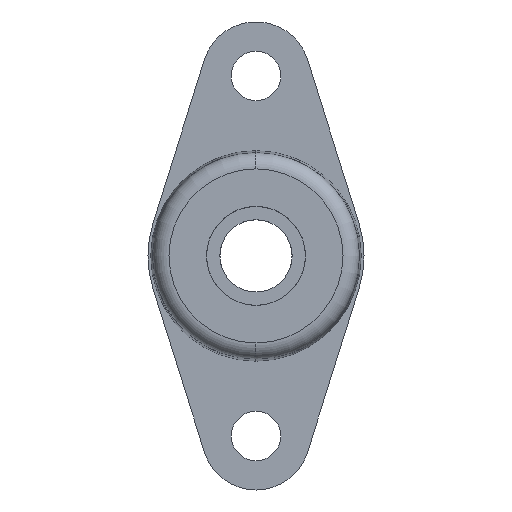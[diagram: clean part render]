
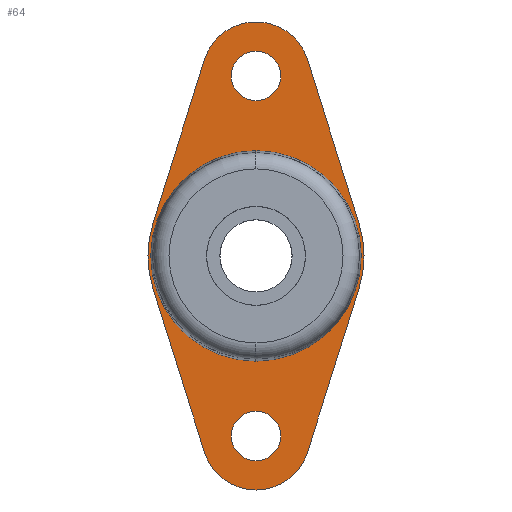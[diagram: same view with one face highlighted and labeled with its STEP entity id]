
A CAD part, left-side view. The second image highlights one B-rep face of the part: STEP entity #64.
In plain terms, the highlighted planar face has unit normal (-1, 0, 0).
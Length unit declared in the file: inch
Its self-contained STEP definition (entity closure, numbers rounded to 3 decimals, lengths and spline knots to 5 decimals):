
#40 = EDGE_CURVE ( 'NONE', #41, #42, #381, .T. ) ;
#41 = VERTEX_POINT ( 'NONE', #248 ) ;
#42 = VERTEX_POINT ( 'NONE', #247 ) ;
#60 = EDGE_CURVE ( 'NONE', #69, #70, #455, .T. ) ;
#64 = ADVANCED_FACE ( 'NONE', ( #410, #409, #408, #407 ), #406, .F. ) ;
#65 = EDGE_LOOP ( 'NONE', ( #181, #170, #159, #157, #163, #166, #153, #155, #169 ) ) ;
#66 = EDGE_CURVE ( 'NONE', #79, #67, #325, .T. ) ;
#67 = VERTEX_POINT ( 'NONE', #321 ) ;
#69 = VERTEX_POINT ( 'NONE', #320 ) ;
#70 = VERTEX_POINT ( 'NONE', #319 ) ;
#79 = VERTEX_POINT ( 'NONE', #490 ) ;
#81 = EDGE_CURVE ( 'NONE', #82, #83, #489, .T. ) ;
#82 = VERTEX_POINT ( 'NONE', #484 ) ;
#83 = VERTEX_POINT ( 'NONE', #483 ) ;
#130 = ORIENTED_EDGE ( 'NONE', *, *, #40, .T. ) ;
#131 = EDGE_CURVE ( 'NONE', #83, #82, #533, .T. ) ;
#132 = ORIENTED_EDGE ( 'NONE', *, *, #81, .T. ) ;
#133 = ORIENTED_EDGE ( 'NONE', *, *, #140, .T. ) ;
#134 = ORIENTED_EDGE ( 'NONE', *, *, #131, .T. ) ;
#135 = ORIENTED_EDGE ( 'NONE', *, *, #136, .F. ) ;
#136 = EDGE_CURVE ( 'NONE', #67, #79, #528, .T. ) ;
#138 = EDGE_LOOP ( 'NONE', ( #135, #139 ) ) ;
#139 = ORIENTED_EDGE ( 'NONE', *, *, #66, .F. ) ;
#140 = EDGE_CURVE ( 'NONE', #42, #41, #586, .T. ) ;
#150 = EDGE_LOOP ( 'NONE', ( #134, #132 ) ) ;
#151 = EDGE_CURVE ( 'NONE', #172, #69, #565, .T. ) ;
#152 = EDGE_LOOP ( 'NONE', ( #133, #130 ) ) ;
#153 = ORIENTED_EDGE ( 'NONE', *, *, #154, .F. ) ;
#154 = EDGE_CURVE ( 'NONE', #70, #168, #561, .T. ) ;
#155 = ORIENTED_EDGE ( 'NONE', *, *, #60, .F. ) ;
#156 = EDGE_CURVE ( 'NONE', #173, #171, #618, .T. ) ;
#157 = ORIENTED_EDGE ( 'NONE', *, *, #158, .F. ) ;
#158 = EDGE_CURVE ( 'NONE', #162, #161, #614, .T. ) ;
#159 = ORIENTED_EDGE ( 'NONE', *, *, #160, .F. ) ;
#160 = EDGE_CURVE ( 'NONE', #161, #173, #610, .T. ) ;
#161 = VERTEX_POINT ( 'NONE', #605 ) ;
#162 = VERTEX_POINT ( 'NONE', #604 ) ;
#163 = ORIENTED_EDGE ( 'NONE', *, *, #164, .F. ) ;
#164 = EDGE_CURVE ( 'NONE', #165, #162, #603, .T. ) ;
#165 = VERTEX_POINT ( 'NONE', #598 ) ;
#166 = ORIENTED_EDGE ( 'NONE', *, *, #167, .F. ) ;
#167 = EDGE_CURVE ( 'NONE', #168, #165, #597, .T. ) ;
#168 = VERTEX_POINT ( 'NONE', #593 ) ;
#169 = ORIENTED_EDGE ( 'NONE', *, *, #151, .F. ) ;
#170 = ORIENTED_EDGE ( 'NONE', *, *, #156, .F. ) ;
#171 = VERTEX_POINT ( 'NONE', #592 ) ;
#172 = VERTEX_POINT ( 'NONE', #591 ) ;
#173 = VERTEX_POINT ( 'NONE', #590 ) ;
#181 = ORIENTED_EDGE ( 'NONE', *, *, #182, .F. ) ;
#182 = EDGE_CURVE ( 'NONE', #171, #172, #639, .T. ) ;
#247 = CARTESIAN_POINT ( 'NONE',  ( -0.1875, 0., 0.53906 ) ) ;
#248 = CARTESIAN_POINT ( 'NONE',  ( -0.1875, 0., 0.71094 ) ) ;
#249 = DIRECTION ( 'NONE',  ( 0., 0., -1. ) ) ;
#250 = DIRECTION ( 'NONE',  ( 1., 0., 0. ) ) ;
#251 = CARTESIAN_POINT ( 'NONE',  ( -0.1875, 0., 0.625 ) ) ;
#252 = AXIS2_PLACEMENT_3D ( 'NONE', #251, #250, #249 ) ;
#319 = CARTESIAN_POINT ( 'NONE',  ( -0.1875, 0., -0.8125 ) ) ;
#320 = CARTESIAN_POINT ( 'NONE',  ( -0.1875, -0.17886, -0.68125 ) ) ;
#321 = CARTESIAN_POINT ( 'NONE',  ( -0.1875, 0., 0.36517 ) ) ;
#322 = DIRECTION ( 'NONE',  ( 0., 0., -1. ) ) ;
#323 = DIRECTION ( 'NONE',  ( -1., 0., 0. ) ) ;
#324 = AXIS2_PLACEMENT_3D ( 'NONE', #401, #323, #322 ) ;
#325 = CIRCLE ( 'NONE', #324, 0.36517 ) ;
#381 = CIRCLE ( 'NONE', #252, 0.08594 ) ;
#401 = CARTESIAN_POINT ( 'NONE',  ( -0.1875, 0., 0. ) ) ;
#402 = DIRECTION ( 'NONE',  ( 0., 0., -1. ) ) ;
#403 = DIRECTION ( 'NONE',  ( 1., 0., 0. ) ) ;
#404 = CARTESIAN_POINT ( 'NONE',  ( -0.1875, 0., 0. ) ) ;
#405 = AXIS2_PLACEMENT_3D ( 'NONE', #404, #403, #402 ) ;
#406 = PLANE ( 'NONE',  #405 ) ;
#407 = FACE_BOUND ( 'NONE', #138, .T. ) ;
#408 = FACE_BOUND ( 'NONE', #150, .T. ) ;
#409 = FACE_BOUND ( 'NONE', #152, .T. ) ;
#410 = FACE_OUTER_BOUND ( 'NONE', #65, .T. ) ;
#447 = DIRECTION ( 'NONE',  ( 0., 0., -1. ) ) ;
#448 = DIRECTION ( 'NONE',  ( 1., 0., 0. ) ) ;
#449 = CARTESIAN_POINT ( 'NONE',  ( -0.1875, 0., -0.625 ) ) ;
#450 = AXIS2_PLACEMENT_3D ( 'NONE', #449, #448, #447 ) ;
#455 = CIRCLE ( 'NONE', #450, 0.1875 ) ;
#483 = CARTESIAN_POINT ( 'NONE',  ( -0.1875, 0., -0.71094 ) ) ;
#484 = CARTESIAN_POINT ( 'NONE',  ( -0.1875, 0., -0.53906 ) ) ;
#485 = DIRECTION ( 'NONE',  ( 0., 0., -1. ) ) ;
#486 = DIRECTION ( 'NONE',  ( 1., 0., 0. ) ) ;
#487 = CARTESIAN_POINT ( 'NONE',  ( -0.1875, 0., -0.625 ) ) ;
#488 = AXIS2_PLACEMENT_3D ( 'NONE', #487, #486, #485 ) ;
#489 = CIRCLE ( 'NONE', #488, 0.08594 ) ;
#490 = CARTESIAN_POINT ( 'NONE',  ( -0.1875, 0., -0.36517 ) ) ;
#525 = DIRECTION ( 'NONE',  ( -1., 0., 0. ) ) ;
#526 = CARTESIAN_POINT ( 'NONE',  ( -0.1875, 0., 0. ) ) ;
#527 = AXIS2_PLACEMENT_3D ( 'NONE', #526, #525, #587 ) ;
#528 = CIRCLE ( 'NONE', #527, 0.36517 ) ;
#529 = DIRECTION ( 'NONE',  ( 0., 0., -1. ) ) ;
#530 = DIRECTION ( 'NONE',  ( 1., 0., 0. ) ) ;
#531 = CARTESIAN_POINT ( 'NONE',  ( -0.1875, 0., -0.625 ) ) ;
#532 = AXIS2_PLACEMENT_3D ( 'NONE', #531, #530, #529 ) ;
#533 = CIRCLE ( 'NONE', #532, 0.08594 ) ;
#557 = DIRECTION ( 'NONE',  ( 0., 0., -1. ) ) ;
#558 = DIRECTION ( 'NONE',  ( 1., 0., 0. ) ) ;
#559 = CARTESIAN_POINT ( 'NONE',  ( -0.1875, 0., -0.625 ) ) ;
#560 = AXIS2_PLACEMENT_3D ( 'NONE', #559, #558, #557 ) ;
#561 = CIRCLE ( 'NONE', #560, 0.1875 ) ;
#562 = DIRECTION ( 'NONE',  ( 0., 0.3, -0.954 ) ) ;
#563 = VECTOR ( 'NONE', #562, 39.37008 ) ;
#564 = CARTESIAN_POINT ( 'NONE',  ( -0.1875, -0.35773, -0.1125 ) ) ;
#565 = LINE ( 'NONE', #564, #563 ) ;
#582 = DIRECTION ( 'NONE',  ( 0., 0., -1. ) ) ;
#583 = DIRECTION ( 'NONE',  ( 1., 0., 0. ) ) ;
#584 = CARTESIAN_POINT ( 'NONE',  ( -0.1875, 0., 0.625 ) ) ;
#585 = AXIS2_PLACEMENT_3D ( 'NONE', #584, #583, #582 ) ;
#586 = CIRCLE ( 'NONE', #585, 0.08594 ) ;
#587 = DIRECTION ( 'NONE',  ( 0., 0., -1. ) ) ;
#590 = CARTESIAN_POINT ( 'NONE',  ( -0.1875, -0.17886, 0.68125 ) ) ;
#591 = CARTESIAN_POINT ( 'NONE',  ( -0.1875, -0.35773, -0.1125 ) ) ;
#592 = CARTESIAN_POINT ( 'NONE',  ( -0.1875, -0.35773, 0.1125 ) ) ;
#593 = CARTESIAN_POINT ( 'NONE',  ( -0.1875, 0.17886, -0.68125 ) ) ;
#594 = DIRECTION ( 'NONE',  ( 0., 0.3, 0.954 ) ) ;
#595 = VECTOR ( 'NONE', #594, 39.37008 ) ;
#596 = CARTESIAN_POINT ( 'NONE',  ( -0.1875, 0.17886, -0.68125 ) ) ;
#597 = LINE ( 'NONE', #596, #595 ) ;
#598 = CARTESIAN_POINT ( 'NONE',  ( -0.1875, 0.35773, -0.1125 ) ) ;
#599 = DIRECTION ( 'NONE',  ( 0., 0., -1. ) ) ;
#600 = DIRECTION ( 'NONE',  ( 1., 0., 0. ) ) ;
#601 = CARTESIAN_POINT ( 'NONE',  ( -0.1875, 0., 0. ) ) ;
#602 = AXIS2_PLACEMENT_3D ( 'NONE', #601, #600, #599 ) ;
#603 = CIRCLE ( 'NONE', #602, 0.375 ) ;
#604 = CARTESIAN_POINT ( 'NONE',  ( -0.1875, 0.35773, 0.1125 ) ) ;
#605 = CARTESIAN_POINT ( 'NONE',  ( -0.1875, 0.17886, 0.68125 ) ) ;
#606 = DIRECTION ( 'NONE',  ( 0., 0., -1. ) ) ;
#607 = DIRECTION ( 'NONE',  ( 1., 0., 0. ) ) ;
#608 = CARTESIAN_POINT ( 'NONE',  ( -0.1875, 0., 0.625 ) ) ;
#609 = AXIS2_PLACEMENT_3D ( 'NONE', #608, #607, #606 ) ;
#610 = CIRCLE ( 'NONE', #609, 0.1875 ) ;
#611 = DIRECTION ( 'NONE',  ( 0., -0.3, 0.954 ) ) ;
#612 = VECTOR ( 'NONE', #611, 39.37008 ) ;
#613 = CARTESIAN_POINT ( 'NONE',  ( -0.1875, 0.35773, 0.1125 ) ) ;
#614 = LINE ( 'NONE', #613, #612 ) ;
#615 = DIRECTION ( 'NONE',  ( 0., -0.3, -0.954 ) ) ;
#616 = VECTOR ( 'NONE', #615, 39.37008 ) ;
#617 = CARTESIAN_POINT ( 'NONE',  ( -0.1875, -0.35773, 0.1125 ) ) ;
#618 = LINE ( 'NONE', #617, #616 ) ;
#635 = DIRECTION ( 'NONE',  ( 0., 0., -1. ) ) ;
#636 = DIRECTION ( 'NONE',  ( 1., 0., 0. ) ) ;
#637 = CARTESIAN_POINT ( 'NONE',  ( -0.1875, 0., 0. ) ) ;
#638 = AXIS2_PLACEMENT_3D ( 'NONE', #637, #636, #635 ) ;
#639 = CIRCLE ( 'NONE', #638, 0.375 ) ;
